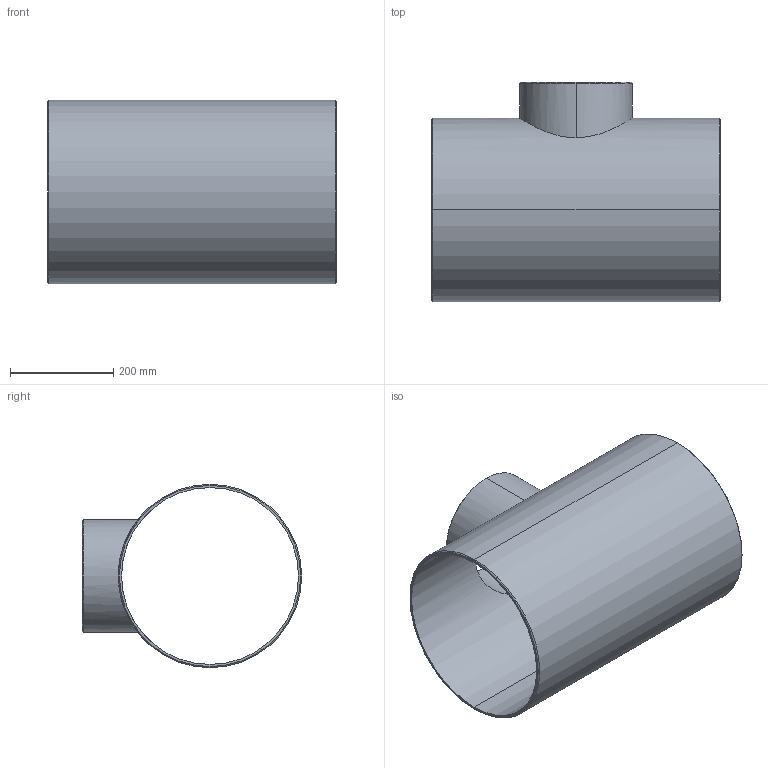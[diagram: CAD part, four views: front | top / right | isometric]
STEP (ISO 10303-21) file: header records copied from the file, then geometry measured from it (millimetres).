
FILE_DESCRIPTION (( 'STEP AP203' ), '1' );
FILE_NAME ('RTee Inch14x14x8Sch10.STEP', '2025-05-10T01:16:51', '' );
FILE_SCHEMA (( 'CONFIG_CONTROL_DESIGN' ));
Length unit declared in the file: inch
Products named in the file (1): RTee Inch14x14x8Sch10
Bounding box: 558.8 x 425.45 x 355.6 mm (x, y, z)
Volume: 4032952.3 mm3; surface area: 1286706.4 mm2
Topology: 1 solids, 1 shells, 17 faces, 36 edges, 22 vertices
Faces by surface type: cylinder 8, cone 6, plane 3
Entity records: 919 total; most frequent: CARTESIAN_POINT 456, DIRECTION 86, ORIENTED_EDGE 72, EDGE_CURVE 36, AXIS2_PLACEMENT_3D 36, VERTEX_POINT 22, EDGE_LOOP 22, CIRCLE 18
